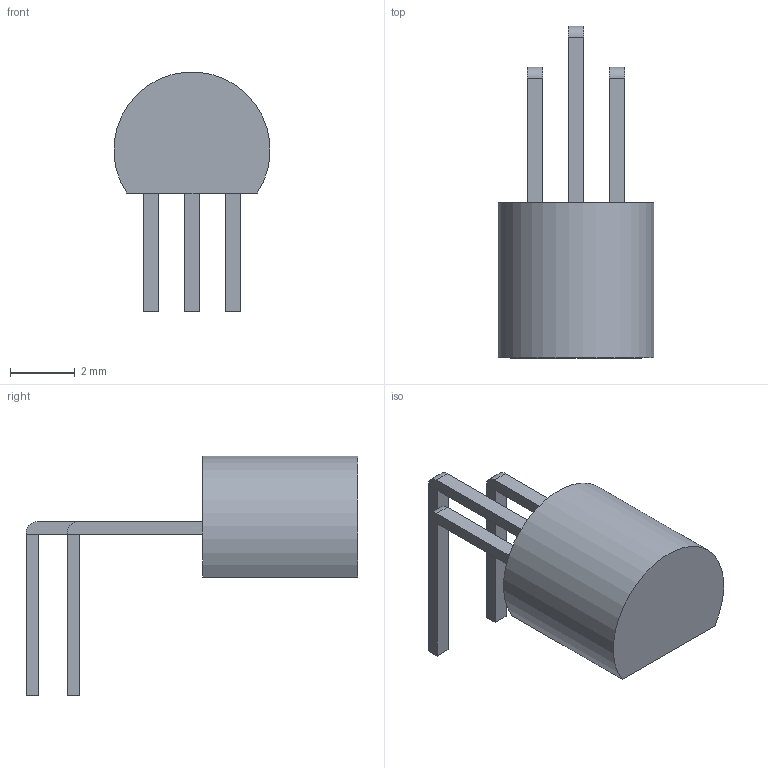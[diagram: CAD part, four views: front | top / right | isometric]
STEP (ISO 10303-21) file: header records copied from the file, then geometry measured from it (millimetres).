
FILE_DESCRIPTION(('FreeCAD Model'),'2;1');
FILE_NAME('TO-92_W4.0mm_StaggerEven_Horizontal_FlatSideDown.step', '2017-12-10T16:01:51',('kicad StepUp'),('ksu MCAD'), 'Open CASCADE STEP processor 6.8','FreeCAD','Unknown');
FILE_SCHEMA(('AUTOMOTIVE_DESIGN_CC2 { 1 2 10303 214 -1 1 5 4 }'));
Length unit declared in the file: millimetre
Products named in the file (1): TO-92_W4.0mm_StaggerEven_Horizontal_FlatSideDown
Bounding box: 4.82 x 10.26 x 7.41 mm (x, y, z)
Volume: 78.4 mm3; surface area: 149 mm2
Topology: 1 solids, 1 shells, 37 faces, 84 edges, 52 vertices
Faces by surface type: plane 33, cylinder 4
Entity records: 725 total; most frequent: ORIENTED_EDGE 134, CARTESIAN_POINT 85, EDGE_CURVE 84, LINE 73, VERTEX_POINT 52, AXIS2_PLACEMENT_3D 46, FACE_BOUND 40, EDGE_LOOP 40
